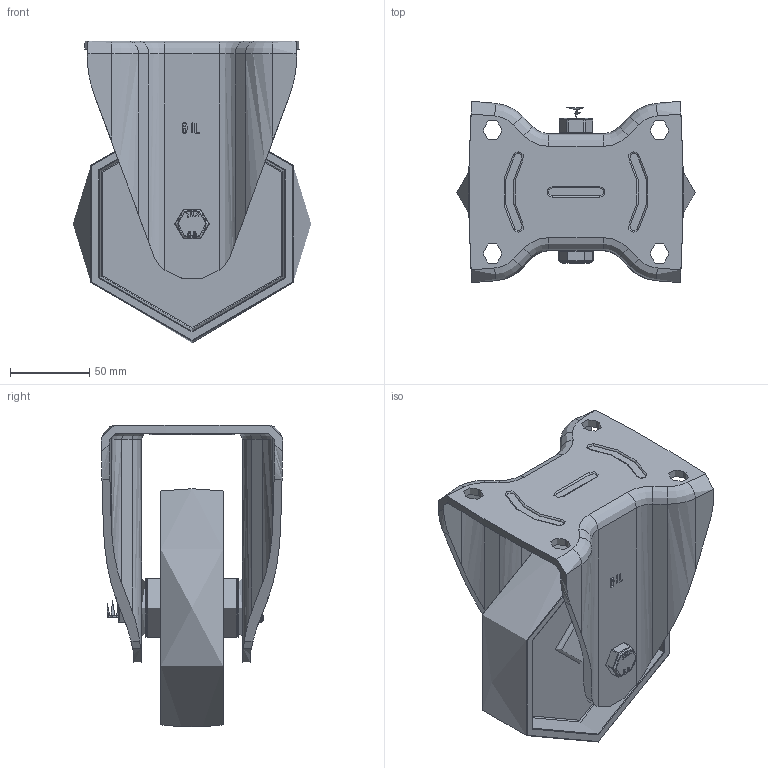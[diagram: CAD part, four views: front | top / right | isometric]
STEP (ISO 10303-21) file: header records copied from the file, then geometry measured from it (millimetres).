
FILE_DESCRIPTION(/* description */ (''),/* implementation_level */ '2;1');
FILE_NAME(/* name */ 'BZSPHF150TPHT.step',/* time_stamp */ '2025-06-24T11:00:10+01:00',/* author */ (''),/* organization */ (''),/* preprocessor_version */ 'ST-DEVELOPER v20.1',/* originating_system */ 'Autodesk Translation Framework v14.10.0.0',/* authorisation */ '');
FILE_SCHEMA (('AUTOMOTIVE_DESIGN { 1 0 10303 214 3 1 1 }'));
Length unit declared in the file: millimetre
Products named in the file (15): BZSPHF150TPHT; BZSPHF150AS v1; PRESSED STEEL BRACKET; WTP150M20300 v1; THERMOPLASTIC WHEEL; TUBEM20X60 v1; ZINC PLATED STEEL TUBE; WM20X37X3Z v1; ZINC PLATED WASHER; WM20X37X3Z v1 (1); ZINC PLATED WASHER (1); HEXBOLTM12X90Z8.8 v2; GRADE 8.8 ZINC PLATED BOLT (1); NM12GR8FULLZ/HT v2; NM12GR8FULLZ/HT
Assembly tree (14 placements, depth 3):
  BZSPHF150TPHT
    BZSPHF150AS v1
      PRESSED STEEL BRACKET
    WTP150M20300 v1
      THERMOPLASTIC WHEEL
    TUBEM20X60 v1
      ZINC PLATED STEEL TUBE
    WM20X37X3Z v1
      ZINC PLATED WASHER
    WM20X37X3Z v1 (1)
      ZINC PLATED WASHER (1)
    HEXBOLTM12X90Z8.8 v2
      GRADE 8.8 ZINC PLATED BOLT (1)
    NM12GR8FULLZ/HT v2
      NM12GR8FULLZ/HT
Bounding box: 150 x 114 x 189.84 mm (x, y, z)
Volume: 486836.5 mm3; surface area: 176149.2 mm2
Topology: 7 solids, 7 shells, 409 faces, 991 edges, 627 vertices
Faces by surface type: cylinder 150, plane 139, torus 57, bspline 42, sphere 18, cone 3
Full cylindrical faces by diameter (mm): 9.836 x16, 11.834 x16, 12 x2, 12.2 x2, 12.5 x1, 17.75 x1, 19.9 x1, 20.5 x1, 21 x2, 37 x4
Entity records: 18896 total; most frequent: CARTESIAN_POINT 9073, ORIENTED_EDGE 1982, DIRECTION 1960, EDGE_CURVE 991, AXIS2_PLACEMENT_3D 754, VERTEX_POINT 627, EDGE_LOOP 462, LINE 452
